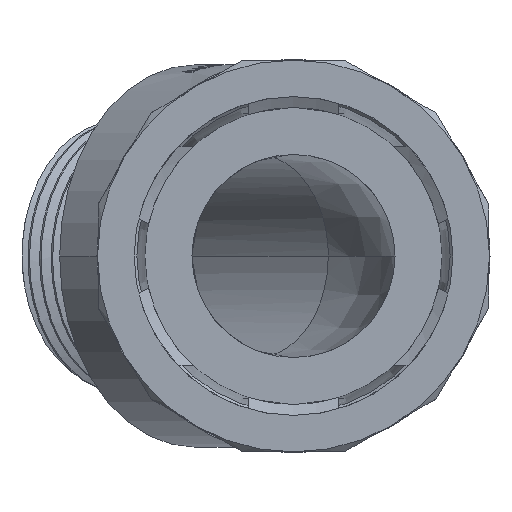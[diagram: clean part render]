
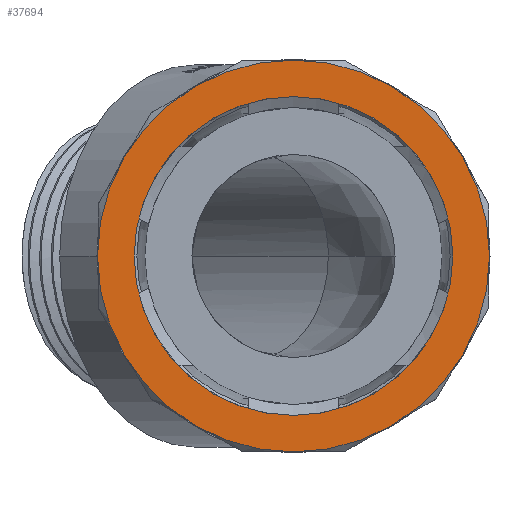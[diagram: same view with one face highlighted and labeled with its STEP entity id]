
A CAD part, front view. The second image highlights one B-rep face of the part: STEP entity #37694.
In plain terms, the highlighted planar face has unit normal (0, -1, 0).
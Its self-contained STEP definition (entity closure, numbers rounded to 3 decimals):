
#30955 = EDGE_CURVE ( 'NONE', #30957, #31075, #53547, .T. ) ;
#30957 = VERTEX_POINT ( 'NONE', #53542 ) ;
#31075 = VERTEX_POINT ( 'NONE', #53781 ) ;
#31133 = EDGE_CURVE ( 'NONE', #31211, #31209, #53871, .T. ) ;
#31207 = EDGE_CURVE ( 'NONE', #31209, #31211, #53995, .T. ) ;
#31209 = VERTEX_POINT ( 'NONE', #53989 ) ;
#31211 = VERTEX_POINT ( 'NONE', #53988 ) ;
#37689 = EDGE_CURVE ( 'NONE', #31075, #30957, #64354, .T. ) ;
#37694 = ADVANCED_FACE ( 'NONE', ( #64344, #64343 ), #64342, .F. ) ;
#37697 = EDGE_LOOP ( 'NONE', ( #37699, #37701 ) ) ;
#37699 = ORIENTED_EDGE ( 'NONE', *, *, #30955, .F. ) ;
#37701 = ORIENTED_EDGE ( 'NONE', *, *, #37689, .F. ) ;
#37703 = EDGE_LOOP ( 'NONE', ( #37705, #37706 ) ) ;
#37705 = ORIENTED_EDGE ( 'NONE', *, *, #31133, .T. ) ;
#37706 = ORIENTED_EDGE ( 'NONE', *, *, #31207, .T. ) ;
#53542 = CARTESIAN_POINT ( 'NONE',  ( -17.95, -5.673, 0. ) ) ;
#53543 = DIRECTION ( 'NONE',  ( -1., 0., 0. ) ) ;
#53544 = DIRECTION ( 'NONE',  ( 0., 1., 0. ) ) ;
#53545 = CARTESIAN_POINT ( 'NONE',  ( 0., -5.673, 0. ) ) ;
#53546 = AXIS2_PLACEMENT_3D ( 'NONE', #53545, #53544, #53543 ) ;
#53547 = CIRCLE ( 'NONE', #53546, 17.95 ) ;
#53781 = CARTESIAN_POINT ( 'NONE',  ( 17.95, -5.673, 0. ) ) ;
#53867 = DIRECTION ( 'NONE',  ( -1., 0., 0. ) ) ;
#53868 = DIRECTION ( 'NONE',  ( 0., 1., 0. ) ) ;
#53869 = CARTESIAN_POINT ( 'NONE',  ( 0., -5.673, 0. ) ) ;
#53870 = AXIS2_PLACEMENT_3D ( 'NONE', #53869, #53868, #53867 ) ;
#53871 = CIRCLE ( 'NONE', #53870, 14.6 ) ;
#53988 = CARTESIAN_POINT ( 'NONE',  ( -14.6, -5.673, 0. ) ) ;
#53989 = CARTESIAN_POINT ( 'NONE',  ( 14.6, -5.673, 0. ) ) ;
#53991 = DIRECTION ( 'NONE',  ( -1., 0., 0. ) ) ;
#53992 = DIRECTION ( 'NONE',  ( 0., 1., 0. ) ) ;
#53993 = CARTESIAN_POINT ( 'NONE',  ( 0., -5.673, 0. ) ) ;
#53994 = AXIS2_PLACEMENT_3D ( 'NONE', #53993, #53992, #53991 ) ;
#53995 = CIRCLE ( 'NONE', #53994, 14.6 ) ;
#64291 = CARTESIAN_POINT ( 'NONE',  ( 0., -5.673, 0. ) ) ;
#64338 = DIRECTION ( 'NONE',  ( -1., 0., 0. ) ) ;
#64339 = DIRECTION ( 'NONE',  ( 0., 1., 0. ) ) ;
#64340 = CARTESIAN_POINT ( 'NONE',  ( 17.95, -5.673, 0. ) ) ;
#64341 = AXIS2_PLACEMENT_3D ( 'NONE', #64340, #64339, #64338 ) ;
#64342 = PLANE ( 'NONE',  #64341 ) ;
#64343 = FACE_BOUND ( 'NONE', #37703, .T. ) ;
#64344 = FACE_OUTER_BOUND ( 'NONE', #37697, .T. ) ;
#64351 = DIRECTION ( 'NONE',  ( -1., 0., 0. ) ) ;
#64352 = DIRECTION ( 'NONE',  ( 0., 1., 0. ) ) ;
#64353 = AXIS2_PLACEMENT_3D ( 'NONE', #64291, #64352, #64351 ) ;
#64354 = CIRCLE ( 'NONE', #64353, 17.95 ) ;
